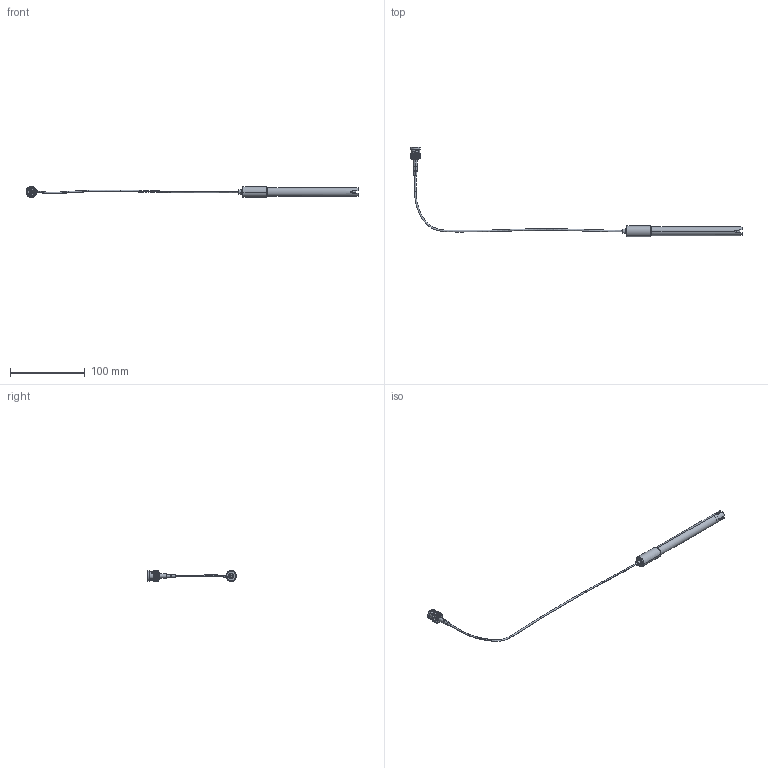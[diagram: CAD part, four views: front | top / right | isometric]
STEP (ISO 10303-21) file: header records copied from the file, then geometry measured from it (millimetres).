
FILE_DESCRIPTION (( 'STEP AP203' ), '1' );
FILE_NAME ('pH-probe Milwaukee.STEP', '2023-12-11T11:42:43', ( '' ), ( '' ), 'SwSTEP 2.0', 'SolidWorks 2020', '' );
FILE_SCHEMA (( 'CONFIG_CONTROL_DESIGN' ));
Length unit declared in the file: millimetre
Products named in the file (1): pH-probe Milwaukee
Bounding box: 444.17 x 119.42 x 14.4 mm (x, y, z)
Volume: 21834.8 mm3; surface area: 21553 mm2
Topology: 9 solids, 9 shells, 380 faces, 906 edges, 547 vertices
Faces by surface type: plane 187, cylinder 157, torus 12, bspline 10, sphere 8, cone 6
Entity records: 15835 total; most frequent: CARTESIAN_POINT 6762, DIRECTION 2128, ORIENTED_EDGE 1788, AXIS2_PLACEMENT_3D 933, EDGE_CURVE 894, CIRCLE 562, VERTEX_POINT 543, EDGE_LOOP 395
